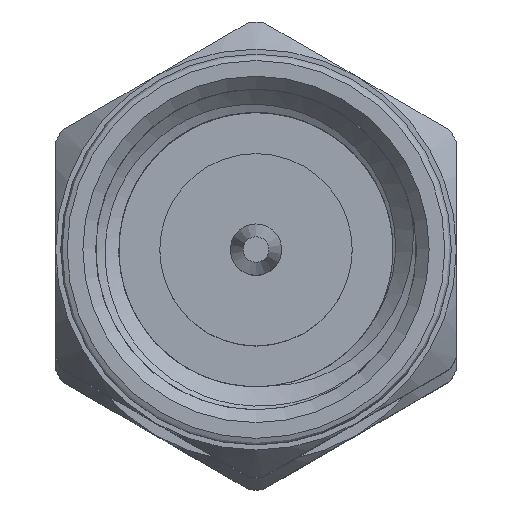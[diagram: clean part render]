
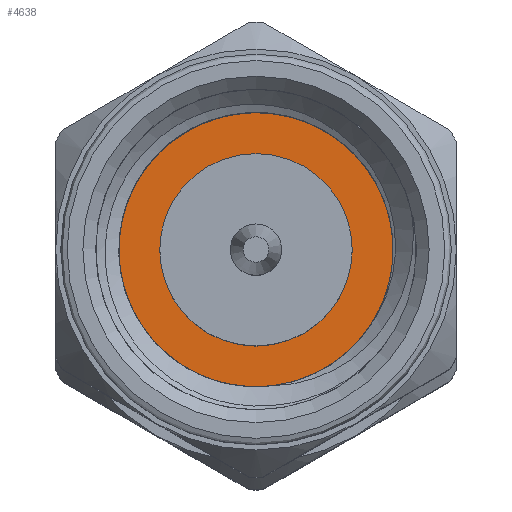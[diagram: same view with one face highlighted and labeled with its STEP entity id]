
A CAD part, top view. The second image highlights one B-rep face of the part: STEP entity #4638.
In plain terms, the highlighted face is planar.
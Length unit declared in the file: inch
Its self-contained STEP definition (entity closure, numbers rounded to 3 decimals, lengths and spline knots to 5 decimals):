
#228 = B_SPLINE_CURVE_WITH_KNOTS ( 'NONE', 3,
 ( #4374, #592, #1058, #2737, #4429, #644, #3887, #1836, #2362, #3526, #5263, #3608, #4847, #3107, #5229, #5288, #2965, #4245, #1523, #1141, #5363, #2879, #4562, #785, #705, #3209 ),
 .UNSPECIFIED., .F., .F.,
 ( 4, 2, 2, 2, 2, 2, 2, 2, 2, 2, 2, 2, 4 ),
 ( 0., 0.00087, 0.00173, 0.00217, 0.0026, 0.00304, 0.00347, 0.0039, 0.00434, 0.0052, 0.00564, 0.00607, 0.00694 ),
 .UNSPECIFIED. ) ;
#273 = EDGE_CURVE ( 'NONE', #2426, #388, #5356, .T. ) ;
#276 = CARTESIAN_POINT ( 'NONE',  ( -0.65, 0., 0. ) ) ;
#322 = CARTESIAN_POINT ( 'NONE',  ( -0.65, 0.11259, 0.02336 ) ) ;
#365 = CARTESIAN_POINT ( 'NONE',  ( -0.65, 0.07255, -0.07859 ) ) ;
#388 = VERTEX_POINT ( 'NONE', #2773 ) ;
#405 = CARTESIAN_POINT ( 'NONE',  ( -0.65, 0.04286, 0.11497 ) ) ;
#444 = DIRECTION ( 'NONE',  ( -1., 0., 0. ) ) ;
#472 = CARTESIAN_POINT ( 'NONE',  ( -0.65, 0., 0. ) ) ;
#502 = VERTEX_POINT ( 'NONE', #1753 ) ;
#592 = CARTESIAN_POINT ( 'NONE',  ( -0.65, -0.01521, -0.10726 ) ) ;
#644 = CARTESIAN_POINT ( 'NONE',  ( -0.65, -0.07332, -0.08515 ) ) ;
#705 = CARTESIAN_POINT ( 'NONE',  ( -0.65, -0.09276, 0.08351 ) ) ;
#726 = CARTESIAN_POINT ( 'NONE',  ( -0.65, -0.00367, -0.10689 ) ) ;
#761 = CARTESIAN_POINT ( 'NONE',  ( -0.65, 0.02686, 0.12125 ) ) ;
#785 = CARTESIAN_POINT ( 'NONE',  ( -0.65, -0.09949, 0.0742 ) ) ;
#871 = VERTEX_POINT ( 'NONE', #726 ) ;
#1058 = CARTESIAN_POINT ( 'NONE',  ( -0.65, -0.02651, -0.10585 ) ) ;
#1141 = CARTESIAN_POINT ( 'NONE',  ( -0.65, -0.11541, 0.03754 ) ) ;
#1166 = CARTESIAN_POINT ( 'NONE',  ( -0.65, -0.08478, 0.09185 ) ) ;
#1201 = CARTESIAN_POINT ( 'NONE',  ( -0.65, 0., 0. ) ) ;
#1223 = VERTEX_POINT ( 'NONE', #365 ) ;
#1384 = EDGE_LOOP ( 'NONE', ( #3548, #2551, #5424, #1568 ) ) ;
#1523 = CARTESIAN_POINT ( 'NONE',  ( -0.65, -0.11887, 0.02082 ) ) ;
#1568 = ORIENTED_EDGE ( 'NONE', *, *, #2690, .T. ) ;
#1577 = B_SPLINE_CURVE_WITH_KNOTS ( 'NONE', 3,
 ( #1682, #5165, #3069, #2098, #4692, #3796 ),
 .UNSPECIFIED., .F., .F.,
 ( 4, 2, 4 ),
 ( 0., 0.00106, 0.00212 ),
 .UNSPECIFIED. ) ;
#1579 = CARTESIAN_POINT ( 'NONE',  ( -0.65, 0.09784, 0.06646 ) ) ;
#1603 = CARTESIAN_POINT ( 'NONE',  ( -0.65, 0.06277, 0.10368 ) ) ;
#1630 = CARTESIAN_POINT ( 'NONE',  ( -0.65, 0.10334, 0.05615 ) ) ;
#1659 = CARTESIAN_POINT ( 'NONE',  ( -0.65, 0.08158, -0.0714 ) ) ;
#1682 = CARTESIAN_POINT ( 'NONE',  ( -0.65, 0.07255, -0.07859 ) ) ;
#1753 = CARTESIAN_POINT ( 'NONE',  ( -0.65, 0., 0.075 ) ) ;
#1764 = ORIENTED_EDGE ( 'NONE', *, *, #4736, .F. ) ;
#1836 = CARTESIAN_POINT ( 'NONE',  ( -0.65, -0.08627, -0.07382 ) ) ;
#1944 = DIRECTION ( 'NONE',  ( -1., 0., 0. ) ) ;
#2000 = AXIS2_PLACEMENT_3D ( 'NONE', #1201, #4565, #3291 ) ;
#2044 = CARTESIAN_POINT ( 'NONE',  ( -0.65, 0.11047, 0.03457 ) ) ;
#2098 = CARTESIAN_POINT ( 'NONE',  ( -0.65, 0.02422, -0.1051 ) ) ;
#2175 = B_SPLINE_CURVE_WITH_KNOTS ( 'NONE', 3,
 ( #2411, #5000, #761, #405, #2852, #2904, #1603, #5447, #4100, #1579, #1630, #5420, #2044, #322, #2931, #3766, #4973, #2881, #2439, #3320, #3712, #4946, #1659, #3682 ),
 .UNSPECIFIED., .F., .F.,
 ( 4, 2, 2, 2, 2, 2, 2, 2, 2, 2, 2, 4 ),
 ( 0., 0.00087, 0.0013, 0.00173, 0.0026, 0.00347, 0.0039, 0.00434, 0.00477, 0.0052, 0.00607, 0.00694 ),
 .UNSPECIFIED. ) ;
#2242 = AXIS2_PLACEMENT_3D ( 'NONE', #276, #1944, #3248 ) ;
#2349 = EDGE_CURVE ( 'NONE', #388, #1223, #2175, .T. ) ;
#2362 = CARTESIAN_POINT ( 'NONE',  ( -0.65, -0.09014, -0.06965 ) ) ;
#2411 = CARTESIAN_POINT ( 'NONE',  ( -0.65, 0.00429, 0.12493 ) ) ;
#2426 = VERTEX_POINT ( 'NONE', #1166 ) ;
#2439 = CARTESIAN_POINT ( 'NONE',  ( -0.65, 0.11095, -0.01653 ) ) ;
#2551 = ORIENTED_EDGE ( 'NONE', *, *, #2349, .T. ) ;
#2619 = EDGE_CURVE ( 'NONE', #1223, #871, #1577, .T. ) ;
#2690 = EDGE_CURVE ( 'NONE', #871, #2426, #228, .T. ) ;
#2737 = CARTESIAN_POINT ( 'NONE',  ( -0.65, -0.04862, -0.09953 ) ) ;
#2773 = CARTESIAN_POINT ( 'NONE',  ( -0.65, 0.00429, 0.12493 ) ) ;
#2852 = CARTESIAN_POINT ( 'NONE',  ( -0.65, 0.0481, 0.11247 ) ) ;
#2879 = CARTESIAN_POINT ( 'NONE',  ( -0.65, -0.10995, 0.0538 ) ) ;
#2881 = CARTESIAN_POINT ( 'NONE',  ( -0.65, 0.11206, -0.01086 ) ) ;
#2904 = CARTESIAN_POINT ( 'NONE',  ( -0.65, 0.05803, 0.10683 ) ) ;
#2931 = CARTESIAN_POINT ( 'NONE',  ( -0.65, 0.11323, 0.01758 ) ) ;
#2965 = CARTESIAN_POINT ( 'NONE',  ( -0.65, -0.11809, -0.00786 ) ) ;
#3025 = FACE_OUTER_BOUND ( 'NONE', #1384, .T. ) ;
#3069 = CARTESIAN_POINT ( 'NONE',  ( -0.65, 0.05025, -0.09543 ) ) ;
#3107 = CARTESIAN_POINT ( 'NONE',  ( -0.65, -0.11284, -0.03019 ) ) ;
#3209 = CARTESIAN_POINT ( 'NONE',  ( -0.65, -0.08478, 0.09185 ) ) ;
#3248 = DIRECTION ( 'NONE',  ( 0., 0., 1. ) ) ;
#3291 = DIRECTION ( 'NONE',  ( 0., 0., 1. ) ) ;
#3320 = CARTESIAN_POINT ( 'NONE',  ( -0.65, 0.10637, -0.03314 ) ) ;
#3526 = CARTESIAN_POINT ( 'NONE',  ( -0.65, -0.09725, -0.06071 ) ) ;
#3548 = ORIENTED_EDGE ( 'NONE', *, *, #273, .T. ) ;
#3608 = CARTESIAN_POINT ( 'NONE',  ( -0.65, -0.10618, -0.04595 ) ) ;
#3682 = CARTESIAN_POINT ( 'NONE',  ( -0.65, 0.07255, -0.07859 ) ) ;
#3712 = CARTESIAN_POINT ( 'NONE',  ( -0.65, 0.10172, -0.04354 ) ) ;
#3766 = CARTESIAN_POINT ( 'NONE',  ( -0.65, 0.11362, 0.00615 ) ) ;
#3796 = CARTESIAN_POINT ( 'NONE',  ( -0.65, -0.00367, -0.10689 ) ) ;
#3887 = CARTESIAN_POINT ( 'NONE',  ( -0.65, -0.07788, -0.08156 ) ) ;
#4100 = CARTESIAN_POINT ( 'NONE',  ( -0.65, 0.08443, 0.08486 ) ) ;
#4245 = CARTESIAN_POINT ( 'NONE',  ( -0.65, -0.11955, 0.00915 ) ) ;
#4254 = PLANE ( 'NONE',  #5239 ) ;
#4374 = CARTESIAN_POINT ( 'NONE',  ( -0.65, -0.00367, -0.10689 ) ) ;
#4429 = CARTESIAN_POINT ( 'NONE',  ( -0.65, -0.05903, -0.0947 ) ) ;
#4562 = CARTESIAN_POINT ( 'NONE',  ( -0.65, -0.10758, 0.05909 ) ) ;
#4565 = DIRECTION ( 'NONE',  ( -1., 0., 0. ) ) ;
#4638 = ADVANCED_FACE ( 'NONE', ( #3025, #4680 ), #4254, .T. ) ;
#4680 = FACE_BOUND ( 'NONE', #4999, .T. ) ;
#4692 = CARTESIAN_POINT ( 'NONE',  ( -0.65, 0.01024, -0.10737 ) ) ;
#4736 = EDGE_CURVE ( 'NONE', #502, #502, #4888, .T. ) ;
#4847 = CARTESIAN_POINT ( 'NONE',  ( -0.65, -0.10865, -0.04081 ) ) ;
#4888 = CIRCLE ( 'NONE', #2242, 0.075 ) ;
#4946 = CARTESIAN_POINT ( 'NONE',  ( -0.65, 0.08921, -0.06294 ) ) ;
#4973 = CARTESIAN_POINT ( 'NONE',  ( -0.65, 0.11339, 0.00046 ) ) ;
#4999 = EDGE_LOOP ( 'NONE', ( #1764 ) ) ;
#5000 = CARTESIAN_POINT ( 'NONE',  ( -0.65, 0.01579, 0.12388 ) ) ;
#5151 = DIRECTION ( 'NONE',  ( 0., 0., 1. ) ) ;
#5165 = CARTESIAN_POINT ( 'NONE',  ( -0.65, 0.06232, -0.08803 ) ) ;
#5229 = CARTESIAN_POINT ( 'NONE',  ( -0.65, -0.11457, -0.02465 ) ) ;
#5239 = AXIS2_PLACEMENT_3D ( 'NONE', #472, #444, #5151 ) ;
#5263 = CARTESIAN_POINT ( 'NONE',  ( -0.65, -0.10049, -0.05589 ) ) ;
#5288 = CARTESIAN_POINT ( 'NONE',  ( -0.65, -0.11719, -0.01349 ) ) ;
#5356 = CIRCLE ( 'NONE', #2000, 0.125 ) ;
#5363 = CARTESIAN_POINT ( 'NONE',  ( -0.65, -0.11386, 0.04303 ) ) ;
#5420 = CARTESIAN_POINT ( 'NONE',  ( -0.65, 0.10899, 0.04006 ) ) ;
#5424 = ORIENTED_EDGE ( 'NONE', *, *, #2619, .T. ) ;
#5447 = CARTESIAN_POINT ( 'NONE',  ( -0.65, 0.0763, 0.09323 ) ) ;
